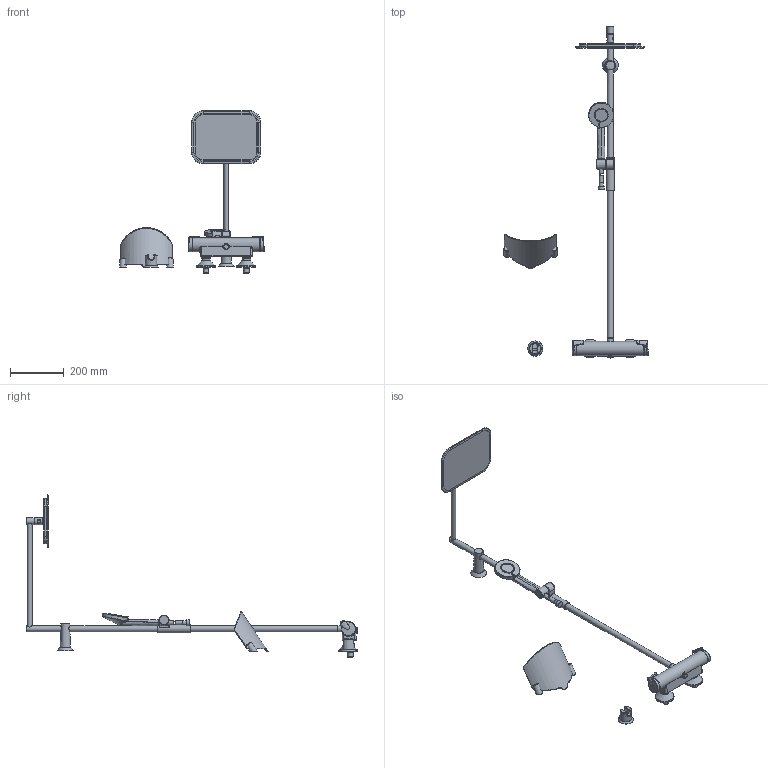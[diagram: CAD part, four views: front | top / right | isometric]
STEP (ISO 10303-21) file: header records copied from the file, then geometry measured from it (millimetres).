
FILE_DESCRIPTION (( 'STEP AP203' ), '1' );
FILE_NAME ('7192U+65159101.STEP', '2017-03-09T05:59:34', ( '' ), ( '' ), 'SwSTEP 2.0', 'SolidWorks 2016', '' );
FILE_SCHEMA (( 'CONFIG_CONTROL_DESIGN' ));
Length unit declared in the file: millimetre
Products named in the file (1): 7192U+65159101
Bounding box: 537.63 x 1234.69 x 604.47 mm (x, y, z)
Surface area: 471446.9 mm2 (no closed solid volume)
Topology: 0 solids, 12 shells, 621 faces, 1409 edges, 851 vertices
Faces by surface type: bspline 233, cylinder 125, plane 120, cone 66, torus 64, sphere 13
Full cylindrical faces by diameter (mm): 15 x2, 15.3 x1, 16.1 x1, 18 x2, 18.2 x1, 18.241 x1, 20.6 x2, 20.955 x1, 21.9 x2, 21.931 x1, 22 x2, 22.6 x1, 22.95 x1, 24 x2, 25 x2, 26 x2, 26.2 x4, 30 x1, 31.271 x1, 46.246 x1, 47.946 x1, 53 x1, 69.2 x2, 70 x2
Entity records: 43821 total; most frequent: CARTESIAN_POINT 32473, ORIENTED_EDGE 2484, DIRECTION 1864, EDGE_CURVE 1243, AXIS2_PLACEMENT_3D 837, VERTEX_POINT 800, EDGE_LOOP 781, FACE_OUTER_BOUND 699
